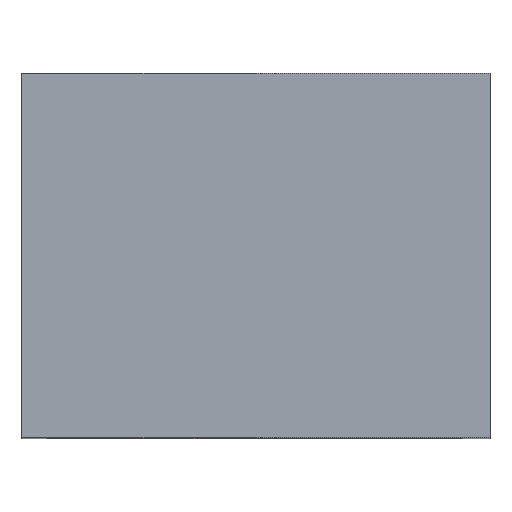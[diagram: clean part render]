
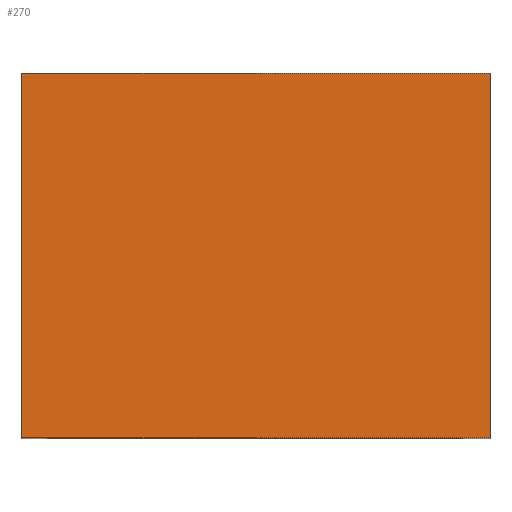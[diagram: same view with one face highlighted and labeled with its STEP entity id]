
A CAD part, top view. The second image highlights one B-rep face of the part: STEP entity #270.
In plain terms, the highlighted planar face has unit normal (0, 0, 1).
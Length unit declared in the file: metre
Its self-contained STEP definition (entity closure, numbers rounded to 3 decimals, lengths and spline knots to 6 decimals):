
#20=ORIENTED_EDGE('',*,*,#91,.F.);
#21=ORIENTED_EDGE('',*,*,#92,.F.);
#22=ORIENTED_EDGE('',*,*,#93,.T.);
#23=ORIENTED_EDGE('',*,*,#89,.T.);
#89=EDGE_CURVE('',#125,#124,#149,.T.);
#91=EDGE_CURVE('',#126,#124,#151,.T.);
#92=EDGE_CURVE('',#127,#126,#152,.T.);
#93=EDGE_CURVE('',#127,#125,#153,.T.);
#124=VERTEX_POINT('',#395);
#125=VERTEX_POINT('',#397);
#126=VERTEX_POINT('',#401);
#127=VERTEX_POINT('',#403);
#149=LINE('',#396,#185);
#151=LINE('',#400,#187);
#152=LINE('',#402,#188);
#153=LINE('',#404,#189);
#185=VECTOR('',#324,1.);
#187=VECTOR('',#328,1.);
#188=VECTOR('',#329,1.);
#189=VECTOR('',#330,1.);
#218=EDGE_LOOP('',(#20,#21,#22,#23));
#236=FACE_BOUND('',#218,.T.);
#254=PLANE('',#299);
#270=ADVANCED_FACE('',(#236),#254,.T.);
#299=AXIS2_PLACEMENT_3D('',#399,#326,#327);
#324=DIRECTION('',(0.,-1.,0.));
#326=DIRECTION('',(0.,0.,1.));
#327=DIRECTION('',(0.,-1.,0.));
#328=DIRECTION('',(-1.,0.,0.));
#329=DIRECTION('',(0.,-1.,0.));
#330=DIRECTION('',(-1.,0.,0.));
#395=CARTESIAN_POINT('',(0.135332,0.07023,0.029543));
#396=CARTESIAN_POINT('',(0.135332,0.07723,0.029543));
#397=CARTESIAN_POINT('',(0.135332,0.07723,0.029543));
#399=CARTESIAN_POINT('',(0.139832,0.07723,0.029543));
#400=CARTESIAN_POINT('',(0.139832,0.07023,0.029543));
#401=CARTESIAN_POINT('',(0.144332,0.07023,0.029543));
#402=CARTESIAN_POINT('',(0.144332,0.07723,0.029543));
#403=CARTESIAN_POINT('',(0.144332,0.07723,0.029543));
#404=CARTESIAN_POINT('',(0.139832,0.07723,0.029543));
